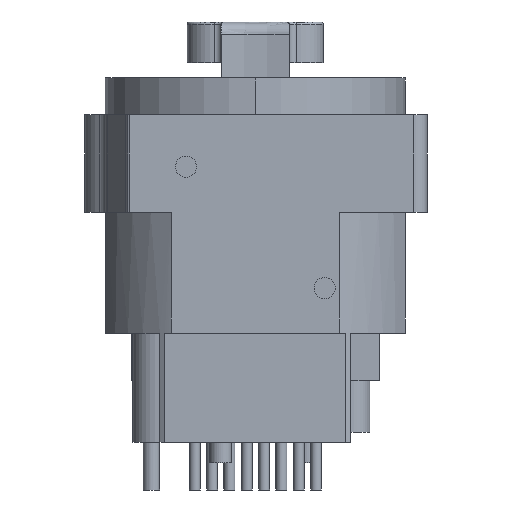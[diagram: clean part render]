
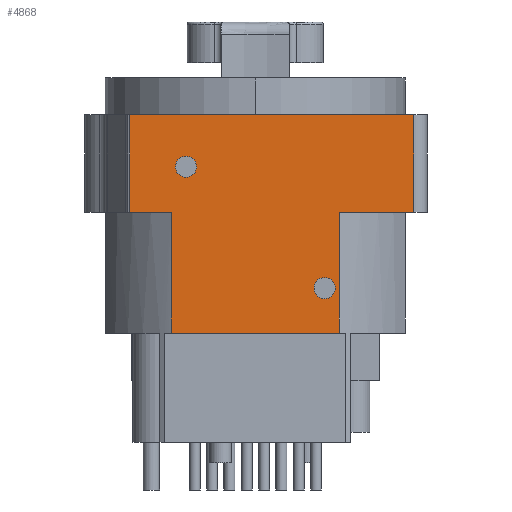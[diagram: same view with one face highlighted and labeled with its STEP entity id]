
A CAD part, front view. The second image highlights one B-rep face of the part: STEP entity #4868.
In plain terms, the highlighted planar face has unit normal (0, -1, 0).
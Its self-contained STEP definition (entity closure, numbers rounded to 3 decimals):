
#911=DIRECTION('',(-1.,0.,0.));
#912=VECTOR('',#911,20.8);
#913=CARTESIAN_POINT('',(11.6,-12.5,0.));
#914=LINE('',#913,#912);
#1798=CARTESIAN_POINT('',(-5.08,-12.5,-3.81));
#1799=DIRECTION('',(0.,1.,0.));
#1800=DIRECTION('',(1.,0.,0.));
#1801=AXIS2_PLACEMENT_3D('',#1798,#1799,#1800);
#1803=CARTESIAN_POINT('',(-5.08,-12.5,-3.81));
#1804=DIRECTION('',(0.,1.,0.));
#1805=DIRECTION('',(-1.,0.,0.));
#1806=AXIS2_PLACEMENT_3D('',#1803,#1804,#1805);
#1808=CARTESIAN_POINT('',(5.08,-12.5,-12.7));
#1809=DIRECTION('',(0.,1.,0.));
#1810=DIRECTION('',(1.,0.,0.));
#1811=AXIS2_PLACEMENT_3D('',#1808,#1809,#1810);
#1813=CARTESIAN_POINT('',(5.08,-12.5,-12.7));
#1814=DIRECTION('',(0.,1.,0.));
#1815=DIRECTION('',(-1.,0.,0.));
#1816=AXIS2_PLACEMENT_3D('',#1813,#1814,#1815);
#1818=DIRECTION('',(0.,0.,1.));
#1819=VECTOR('',#1818,7.15);
#1820=CARTESIAN_POINT('',(11.6,-12.5,-7.15));
#1821=LINE('',#1820,#1819);
#1822=DIRECTION('',(-1.,0.,0.));
#1823=VECTOR('',#1822,5.45);
#1824=CARTESIAN_POINT('',(11.6,-12.5,-7.15));
#1825=LINE('',#1824,#1823);
#1826=DIRECTION('',(0.,0.,1.));
#1827=VECTOR('',#1826,8.85);
#1828=CARTESIAN_POINT('',(6.15,-12.5,-16.));
#1829=LINE('',#1828,#1827);
#1830=DIRECTION('',(-1.,0.,0.));
#1831=VECTOR('',#1830,12.3);
#1832=CARTESIAN_POINT('',(6.15,-12.5,-16.));
#1833=LINE('',#1832,#1831);
#1834=DIRECTION('',(0.,0.,1.));
#1835=VECTOR('',#1834,8.85);
#1836=CARTESIAN_POINT('',(-6.15,-12.5,-16.));
#1837=LINE('',#1836,#1835);
#1838=DIRECTION('',(-1.,0.,0.));
#1839=VECTOR('',#1838,3.05);
#1840=CARTESIAN_POINT('',(-6.15,-12.5,-7.15));
#1841=LINE('',#1840,#1839);
#1842=DIRECTION('',(0.,0.,1.));
#1843=VECTOR('',#1842,7.15);
#1844=CARTESIAN_POINT('',(-9.2,-12.5,-7.15));
#1845=LINE('',#1844,#1843);
#2323=CARTESIAN_POINT('',(-4.305,-12.5,-3.81));
#2324=CARTESIAN_POINT('',(-5.855,-12.5,-3.81));
#2325=VERTEX_POINT('',#2323);
#2326=VERTEX_POINT('',#2324);
#2327=CARTESIAN_POINT('',(5.855,-12.5,-12.7));
#2328=CARTESIAN_POINT('',(4.305,-12.5,-12.7));
#2329=VERTEX_POINT('',#2327);
#2330=VERTEX_POINT('',#2328);
#2487=CARTESIAN_POINT('',(-6.15,-12.5,-7.15));
#2488=VERTEX_POINT('',#2487);
#2489=CARTESIAN_POINT('',(6.15,-12.5,-7.15));
#2491=VERTEX_POINT('',#2489);
#2535=CARTESIAN_POINT('',(11.6,-12.5,0.));
#2537=VERTEX_POINT('',#2535);
#2541=CARTESIAN_POINT('',(11.6,-12.5,-7.15));
#2542=VERTEX_POINT('',#2541);
#2544=CARTESIAN_POINT('',(-9.2,-12.5,0.));
#2546=VERTEX_POINT('',#2544);
#2547=CARTESIAN_POINT('',(-9.2,-12.5,-7.15));
#2548=VERTEX_POINT('',#2547);
#2553=CARTESIAN_POINT('',(6.15,-12.5,-16.));
#2554=CARTESIAN_POINT('',(-6.15,-12.5,-16.));
#2555=VERTEX_POINT('',#2553);
#2556=VERTEX_POINT('',#2554);
#4838=CARTESIAN_POINT('',(12.6,-12.5,0.));
#4839=DIRECTION('',(0.,1.,0.));
#4840=DIRECTION('',(-1.,0.,0.));
#4841=AXIS2_PLACEMENT_3D('',#4838,#4839,#4840);
#4842=PLANE('',#4841);
#4844=ORIENTED_EDGE('',*,*,#4843,.F.);
#4845=ORIENTED_EDGE('',*,*,#3463,.T.);
#4847=ORIENTED_EDGE('',*,*,#4846,.F.);
#4848=ORIENTED_EDGE('',*,*,#3211,.T.);
#4850=ORIENTED_EDGE('',*,*,#4849,.T.);
#4851=ORIENTED_EDGE('',*,*,#3481,.T.);
#4852=ORIENTED_EDGE('',*,*,#4831,.T.);
#4853=ORIENTED_EDGE('',*,*,#3587,.F.);
#4854=EDGE_LOOP('',(#4844,#4845,#4847,#4848,#4850,#4851,#4852,#4853));
#4855=FACE_OUTER_BOUND('',#4854,.F.);
#4857=ORIENTED_EDGE('',*,*,#4856,.F.);
#4859=ORIENTED_EDGE('',*,*,#4858,.F.);
#4860=EDGE_LOOP('',(#4857,#4859));
#4861=FACE_BOUND('',#4860,.F.);
#4863=ORIENTED_EDGE('',*,*,#4862,.F.);
#4865=ORIENTED_EDGE('',*,*,#4864,.F.);
#4866=EDGE_LOOP('',(#4863,#4865));
#4867=FACE_BOUND('',#4866,.F.);
#1802=CIRCLE('',#1801,0.775);
#1807=CIRCLE('',#1806,0.775);
#1812=CIRCLE('',#1811,0.775);
#1817=CIRCLE('',#1816,0.775);
#3211=EDGE_CURVE('',#2555,#2556,#1833,.T.);
#3463=EDGE_CURVE('',#2542,#2491,#1825,.T.);
#3481=EDGE_CURVE('',#2488,#2548,#1841,.T.);
#3587=EDGE_CURVE('',#2537,#2546,#914,.T.);
#4831=EDGE_CURVE('',#2548,#2546,#1845,.T.);
#4843=EDGE_CURVE('',#2542,#2537,#1821,.T.);
#4846=EDGE_CURVE('',#2555,#2491,#1829,.T.);
#4849=EDGE_CURVE('',#2556,#2488,#1837,.T.);
#4856=EDGE_CURVE('',#2329,#2330,#1812,.T.);
#4858=EDGE_CURVE('',#2330,#2329,#1817,.T.);
#4862=EDGE_CURVE('',#2325,#2326,#1802,.T.);
#4864=EDGE_CURVE('',#2326,#2325,#1807,.T.);
#4868=ADVANCED_FACE('',(#4855,#4861,#4867),#4842,.F.);
